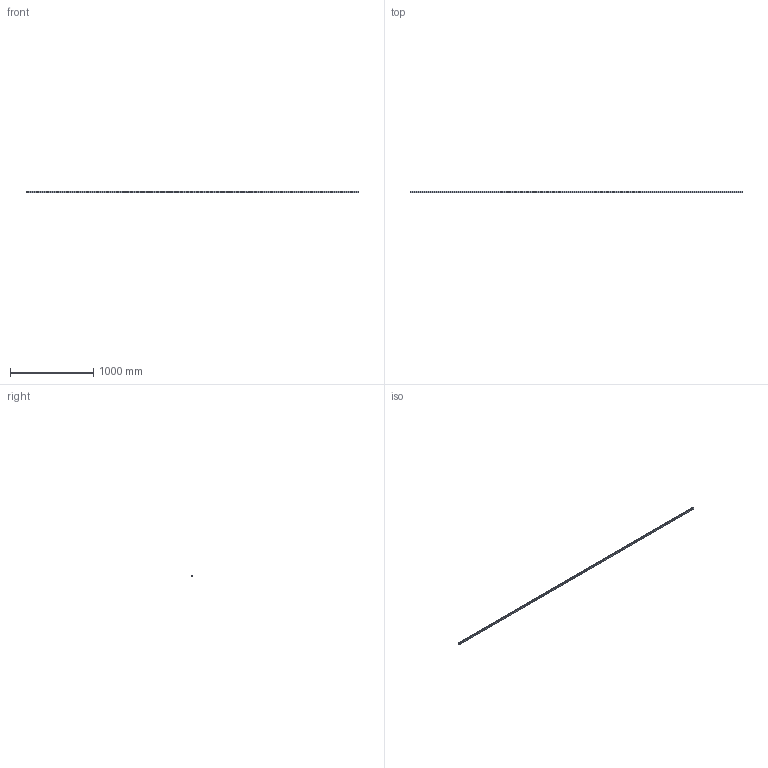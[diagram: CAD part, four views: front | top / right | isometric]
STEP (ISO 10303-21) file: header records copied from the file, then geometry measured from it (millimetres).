
FILE_DESCRIPTION(/* description */ ('STEP AP214'),/* implementation_level */ '2;1');
FILE_NAME(/* name */ 'LSH20RLX4000-H-D',/* time_stamp */ '2022-11-15T14:42:36+01:00',/* author */ ('License CC BY-ND 4.0'),/* organization */ ('CADENAS'),/* preprocessor_version */ 'ST-DEVELOPER v18.102',/* originating_system */ 'PARTsolutions',/* authorisation */ ' ');
FILE_SCHEMA (('AUTOMOTIVE_DESIGN {1 0 10303 214 3 1 1}'));
Length unit declared in the file: millimetre
Products named in the file (1): LSH20RLX4000-H-D
Bounding box: 4000 x 17.5 x 20 mm (x, y, z)
Volume: 1206734.9 mm3; surface area: 324833.4 mm2
Topology: 1 solids, 1 shells, 219 faces, 450 edges, 300 vertices
Faces by surface type: cylinder 134, plane 85
Full cylindrical faces by diameter (mm): 5.8 x67, 9.5 x67
Entity records: 5540 total; most frequent: DIRECTION 1024, CARTESIAN_POINT 836, ORIENTED_EDGE 632, EDGE_LOOP 554, FACE_BOUND 554, AXIS2_PLACEMENT_3D 488, EDGE_CURVE 316, VERTEX_POINT 300
